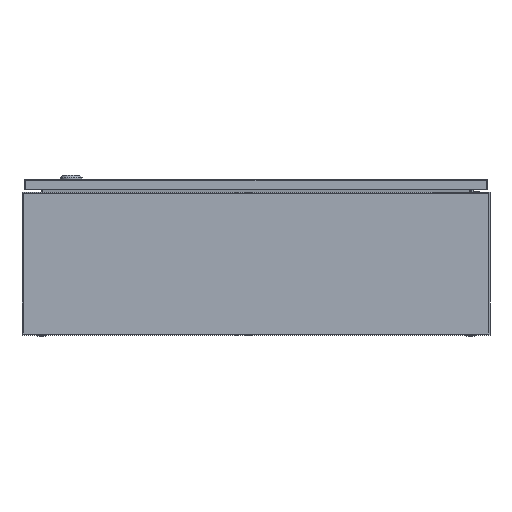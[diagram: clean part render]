
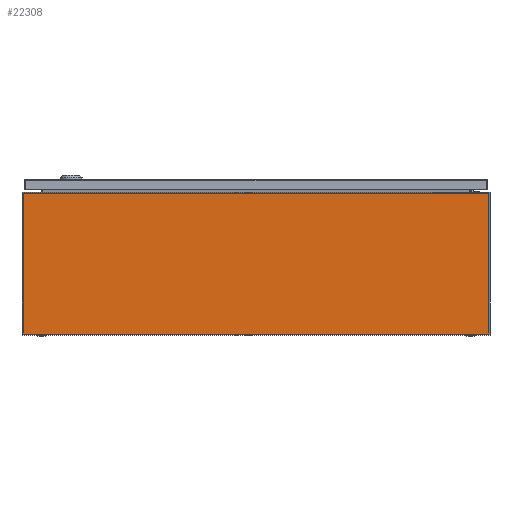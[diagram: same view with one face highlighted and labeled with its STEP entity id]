
A CAD part, front view. The second image highlights one B-rep face of the part: STEP entity #22308.
In plain terms, the highlighted planar face has unit normal (0, -1, 0).
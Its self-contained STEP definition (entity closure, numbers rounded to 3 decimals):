
#1244 = EDGE_LOOP ( 'NONE', ( #11885, #1446, #34224, #48446 ) ) ;
#1446 = ORIENTED_EDGE ( 'NONE', *, *, #35089, .F. ) ;
#2010 = VERTEX_POINT ( 'NONE', #42205 ) ;
#3374 = DIRECTION ( 'NONE',  ( 1., 0., 0. ) ) ;
#4492 = CARTESIAN_POINT ( 'NONE',  ( 600., 0., 183. ) ) ;
#5059 = DIRECTION ( 'NONE',  ( 1., 0., 0. ) ) ;
#6413 = VECTOR ( 'NONE', #20024, 1000. ) ;
#7894 = DIRECTION ( 'NONE',  ( 0., 0., -1. ) ) ;
#8010 = LINE ( 'NONE', #4492, #6413 ) ;
#8822 = CARTESIAN_POINT ( 'NONE',  ( 0., 0., 0. ) ) ;
#10010 = DIRECTION ( 'NONE',  ( 0., 1., 0. ) ) ;
#10417 = LINE ( 'NONE', #37668, #28558 ) ;
#10493 = DIRECTION ( 'NONE',  ( 0., 0., 1. ) ) ;
#11885 = ORIENTED_EDGE ( 'NONE', *, *, #28746, .F. ) ;
#13998 = CARTESIAN_POINT ( 'NONE',  ( 0., 0., 183. ) ) ;
#15348 = CARTESIAN_POINT ( 'NONE',  ( 600., 0., 0. ) ) ;
#16918 = CARTESIAN_POINT ( 'NONE',  ( 600., 0., 183. ) ) ;
#19362 = VERTEX_POINT ( 'NONE', #15348 ) ;
#19661 = CARTESIAN_POINT ( 'NONE',  ( 0., 0., 183. ) ) ;
#20024 = DIRECTION ( 'NONE',  ( 0., 0., -1. ) ) ;
#21065 = AXIS2_PLACEMENT_3D ( 'NONE', #13998, #10010, #10493 ) ;
#22308 = ADVANCED_FACE ( 'NONE', ( #37016 ), #36786, .F. ) ;
#22310 = CARTESIAN_POINT ( 'NONE',  ( 0., 0., 0. ) ) ;
#28558 = VECTOR ( 'NONE', #3374, 1000. ) ;
#28746 = EDGE_CURVE ( 'NONE', #30501, #19362, #8010, .T. ) ;
#30501 = VERTEX_POINT ( 'NONE', #16918 ) ;
#34025 = EDGE_CURVE ( 'NONE', #34256, #19362, #42381, .T. ) ;
#34224 = ORIENTED_EDGE ( 'NONE', *, *, #39604, .T. ) ;
#34256 = VERTEX_POINT ( 'NONE', #22310 ) ;
#35089 = EDGE_CURVE ( 'NONE', #2010, #30501, #10417, .T. ) ;
#36786 = PLANE ( 'NONE',  #21065 ) ;
#37016 = FACE_OUTER_BOUND ( 'NONE', #1244, .T. ) ;
#37668 = CARTESIAN_POINT ( 'NONE',  ( 0., 0., 183. ) ) ;
#39604 = EDGE_CURVE ( 'NONE', #2010, #34256, #45936, .T. ) ;
#42034 = VECTOR ( 'NONE', #5059, 1000. ) ;
#42205 = CARTESIAN_POINT ( 'NONE',  ( 0., 0., 183. ) ) ;
#42381 = LINE ( 'NONE', #8822, #42034 ) ;
#42741 = VECTOR ( 'NONE', #7894, 1000. ) ;
#45936 = LINE ( 'NONE', #19661, #42741 ) ;
#48446 = ORIENTED_EDGE ( 'NONE', *, *, #34025, .T. ) ;
